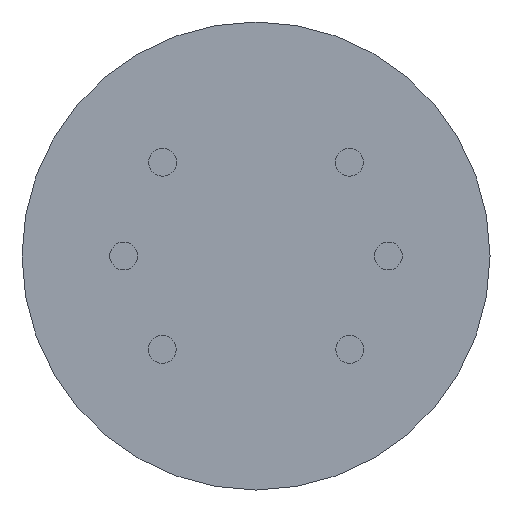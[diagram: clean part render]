
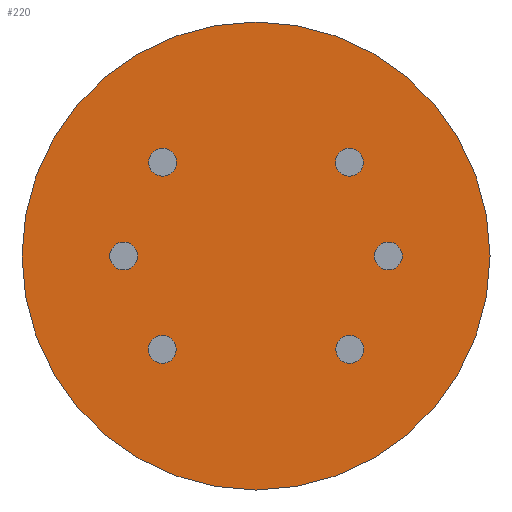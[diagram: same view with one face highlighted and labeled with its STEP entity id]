
A CAD part, front view. The second image highlights one B-rep face of the part: STEP entity #220.
In plain terms, the highlighted planar face has unit normal (0, -1, 0).
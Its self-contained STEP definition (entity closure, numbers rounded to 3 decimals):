
#23=PLANE('',#257);
#34=FACE_BOUND('',#86,.T.);
#35=FACE_BOUND('',#87,.T.);
#36=FACE_BOUND('',#88,.T.);
#37=FACE_BOUND('',#89,.T.);
#38=FACE_BOUND('',#90,.T.);
#39=FACE_BOUND('',#91,.T.);
#57=FACE_OUTER_BOUND('',#85,.T.);
#85=EDGE_LOOP('',(#170));
#86=EDGE_LOOP('',(#171));
#87=EDGE_LOOP('',(#172));
#88=EDGE_LOOP('',(#173));
#89=EDGE_LOOP('',(#174));
#90=EDGE_LOOP('',(#175));
#91=EDGE_LOOP('',(#176));
#93=CIRCLE('',#225,0.5);
#95=CIRCLE('',#229,0.5);
#97=CIRCLE('',#233,0.5);
#99=CIRCLE('',#237,0.5);
#101=CIRCLE('',#241,0.5);
#103=CIRCLE('',#245,0.5);
#108=CIRCLE('',#255,8.4);
#110=VERTEX_POINT('',#334);
#112=VERTEX_POINT('',#340);
#114=VERTEX_POINT('',#346);
#116=VERTEX_POINT('',#352);
#118=VERTEX_POINT('',#358);
#120=VERTEX_POINT('',#364);
#125=VERTEX_POINT('',#379);
#127=EDGE_CURVE('',#110,#110,#93,.T.);
#129=EDGE_CURVE('',#112,#112,#95,.T.);
#131=EDGE_CURVE('',#114,#114,#97,.T.);
#133=EDGE_CURVE('',#116,#116,#99,.T.);
#135=EDGE_CURVE('',#118,#118,#101,.T.);
#137=EDGE_CURVE('',#120,#120,#103,.T.);
#142=EDGE_CURVE('',#125,#125,#108,.T.);
#170=ORIENTED_EDGE('',*,*,#142,.T.);
#171=ORIENTED_EDGE('',*,*,#127,.T.);
#172=ORIENTED_EDGE('',*,*,#129,.T.);
#173=ORIENTED_EDGE('',*,*,#131,.T.);
#174=ORIENTED_EDGE('',*,*,#133,.T.);
#175=ORIENTED_EDGE('',*,*,#135,.T.);
#176=ORIENTED_EDGE('',*,*,#137,.T.);
#220=ADVANCED_FACE('',(#57,#34,#35,#36,#37,#38,#39),#23,.F.);
#225=AXIS2_PLACEMENT_3D('',#335,#264,#265);
#229=AXIS2_PLACEMENT_3D('',#341,#272,#273);
#233=AXIS2_PLACEMENT_3D('',#347,#280,#281);
#237=AXIS2_PLACEMENT_3D('',#353,#288,#289);
#241=AXIS2_PLACEMENT_3D('',#359,#296,#297);
#245=AXIS2_PLACEMENT_3D('',#365,#304,#305);
#255=AXIS2_PLACEMENT_3D('',#380,#324,#325);
#257=AXIS2_PLACEMENT_3D('',#382,#328,#329);
#264=DIRECTION('center_axis',(0.,1.,0.));
#265=DIRECTION('ref_axis',(-1.,0.,0.));
#272=DIRECTION('center_axis',(0.,1.,0.));
#273=DIRECTION('ref_axis',(-1.,0.,0.));
#280=DIRECTION('center_axis',(0.,1.,0.));
#281=DIRECTION('ref_axis',(-1.,0.,0.));
#288=DIRECTION('center_axis',(0.,1.,0.));
#289=DIRECTION('ref_axis',(-1.,0.,0.));
#296=DIRECTION('center_axis',(0.,1.,0.));
#297=DIRECTION('ref_axis',(-1.,0.,0.));
#304=DIRECTION('center_axis',(0.,1.,0.));
#305=DIRECTION('ref_axis',(-1.,0.,0.));
#324=DIRECTION('center_axis',(0.,-1.,0.));
#325=DIRECTION('ref_axis',(1.,0.,0.));
#328=DIRECTION('center_axis',(0.,1.,0.));
#329=DIRECTION('ref_axis',(0.,0.,1.));
#334=CARTESIAN_POINT('',(-4.25,0.,0.));
#335=CARTESIAN_POINT('Origin',(-4.75,0.,0.));
#340=CARTESIAN_POINT('',(3.852,0.,3.366));
#341=CARTESIAN_POINT('Origin',(3.352,0.,3.366));
#346=CARTESIAN_POINT('',(5.25,0.,0.));
#347=CARTESIAN_POINT('Origin',(4.75,0.,0.));
#352=CARTESIAN_POINT('',(3.866,0.,-3.352));
#353=CARTESIAN_POINT('Origin',(3.366,0.,-3.352));
#358=CARTESIAN_POINT('',(-2.852,0.,3.366));
#359=CARTESIAN_POINT('Origin',(-3.352,0.,3.366));
#364=CARTESIAN_POINT('',(-2.866,0.,-3.352));
#365=CARTESIAN_POINT('Origin',(-3.366,0.,-3.352));
#379=CARTESIAN_POINT('',(-8.4,0.,0.));
#380=CARTESIAN_POINT('Origin',(0.,0.,0.));
#382=CARTESIAN_POINT('Origin',(0.,0.,0.));
